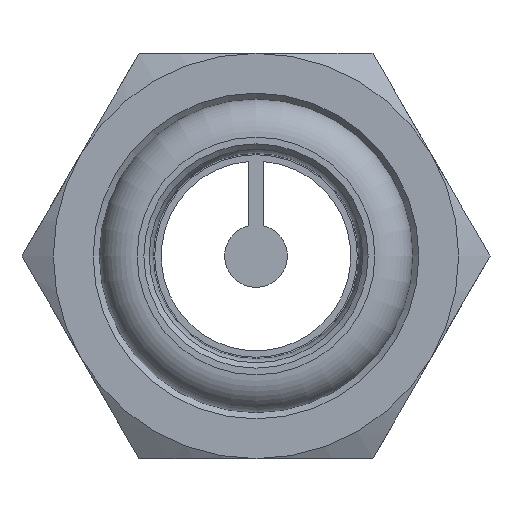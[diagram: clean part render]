
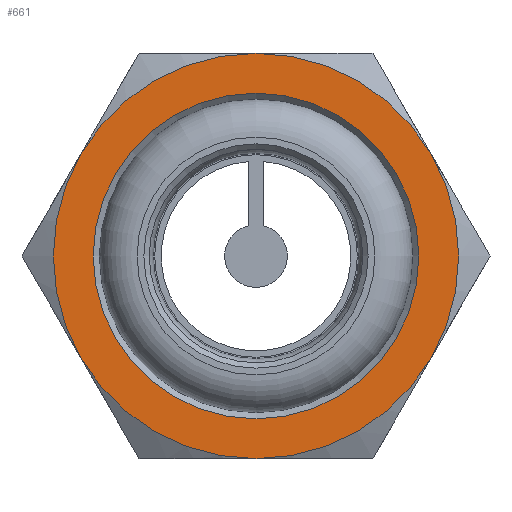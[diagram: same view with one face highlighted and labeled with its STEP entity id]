
A CAD part, left-side view. The second image highlights one B-rep face of the part: STEP entity #661.
In plain terms, the highlighted planar face has unit normal (-1, 0, 0).
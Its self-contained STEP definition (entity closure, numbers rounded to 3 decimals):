
#106=FACE_OUTER_BOUND($,#203,.T.);
#151=FACE_BOUND($,#204,.T.);
#203=EDGE_LOOP($,(#497,#498,#499,#500,#501,#502));
#204=EDGE_LOOP($,(#503));
#254=CIRCLE($,#737,12.05);
#256=CIRCLE($,#741,15.);
#257=CIRCLE($,#742,15.);
#258=CIRCLE($,#743,15.);
#259=CIRCLE($,#744,15.);
#260=CIRCLE($,#745,15.);
#261=CIRCLE($,#746,15.);
#326=VERTEX_POINT($,#1071);
#328=VERTEX_POINT($,#1077);
#329=VERTEX_POINT($,#1078);
#330=VERTEX_POINT($,#1080);
#331=VERTEX_POINT($,#1082);
#332=VERTEX_POINT($,#1084);
#333=VERTEX_POINT($,#1086);
#386=EDGE_CURVE($,#326,#326,#254,.T.);
#388=EDGE_CURVE($,#328,#329,#256,.T.);
#389=EDGE_CURVE($,#330,#328,#257,.T.);
#390=EDGE_CURVE($,#331,#330,#258,.T.);
#391=EDGE_CURVE($,#332,#331,#259,.T.);
#392=EDGE_CURVE($,#333,#332,#260,.T.);
#393=EDGE_CURVE($,#329,#333,#261,.T.);
#497=ORIENTED_EDGE($,*,*,#388,.F.);
#498=ORIENTED_EDGE($,*,*,#389,.F.);
#499=ORIENTED_EDGE($,*,*,#390,.F.);
#500=ORIENTED_EDGE($,*,*,#391,.F.);
#501=ORIENTED_EDGE($,*,*,#392,.F.);
#502=ORIENTED_EDGE($,*,*,#393,.F.);
#503=ORIENTED_EDGE($,*,*,#386,.F.);
#596=PLANE($,#740);
#661=ADVANCED_FACE($,(#106,#151),#596,.T.);
#737=AXIS2_PLACEMENT_3D($,#1072,#889,#890);
#740=AXIS2_PLACEMENT_3D($,#1076,#895,#896);
#741=AXIS2_PLACEMENT_3D($,#1079,#897,#898);
#742=AXIS2_PLACEMENT_3D($,#1081,#899,#900);
#743=AXIS2_PLACEMENT_3D($,#1083,#901,#902);
#744=AXIS2_PLACEMENT_3D($,#1085,#903,#904);
#745=AXIS2_PLACEMENT_3D($,#1087,#905,#906);
#746=AXIS2_PLACEMENT_3D($,#1088,#907,#908);
#889=DIRECTION('center_axis',(-1.,0.,0.));
#890=DIRECTION('ref_axis',(0.,0.,1.));
#895=DIRECTION('center_axis',(-1.,0.,0.));
#896=DIRECTION('ref_axis',(0.,0.,1.));
#897=DIRECTION('center_axis',(1.,0.,0.));
#898=DIRECTION('ref_axis',(0.,1.,0.));
#899=DIRECTION('center_axis',(1.,0.,0.));
#900=DIRECTION('ref_axis',(0.,1.,0.));
#901=DIRECTION('center_axis',(1.,0.,0.));
#902=DIRECTION('ref_axis',(0.,1.,0.));
#903=DIRECTION('center_axis',(1.,0.,0.));
#904=DIRECTION('ref_axis',(0.,1.,0.));
#905=DIRECTION('center_axis',(1.,0.,0.));
#906=DIRECTION('ref_axis',(0.,1.,0.));
#907=DIRECTION('center_axis',(1.,0.,0.));
#908=DIRECTION('ref_axis',(0.,1.,0.));
#1071=CARTESIAN_POINT('',(0.,0.,-12.05));
#1072=CARTESIAN_POINT('Origin',(0.,0.,
0.));
#1076=CARTESIAN_POINT('Origin',(0.,7.5,0.));
#1077=CARTESIAN_POINT('',(0.,12.99,7.5));
#1078=CARTESIAN_POINT('',(0.,0.,
15.));
#1079=CARTESIAN_POINT('Origin',(0.,0.,
0.));
#1080=CARTESIAN_POINT('',(0.,12.99,-7.5));
#1081=CARTESIAN_POINT('Origin',(0.,0.,
0.));
#1082=CARTESIAN_POINT('',(0.,0.,
-15.));
#1083=CARTESIAN_POINT('Origin',(0.,0.,
0.));
#1084=CARTESIAN_POINT('',(0.,-12.99,-7.5));
#1085=CARTESIAN_POINT('Origin',(0.,0.,
0.));
#1086=CARTESIAN_POINT('',(0.,-12.99,7.5));
#1087=CARTESIAN_POINT('Origin',(0.,0.,
0.));
#1088=CARTESIAN_POINT('Origin',(0.,0.,
0.));
